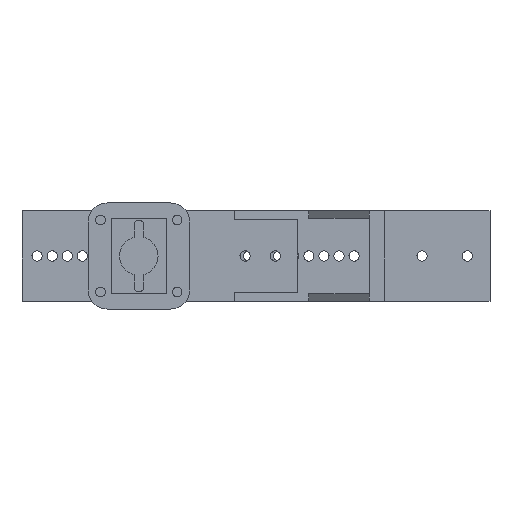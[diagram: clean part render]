
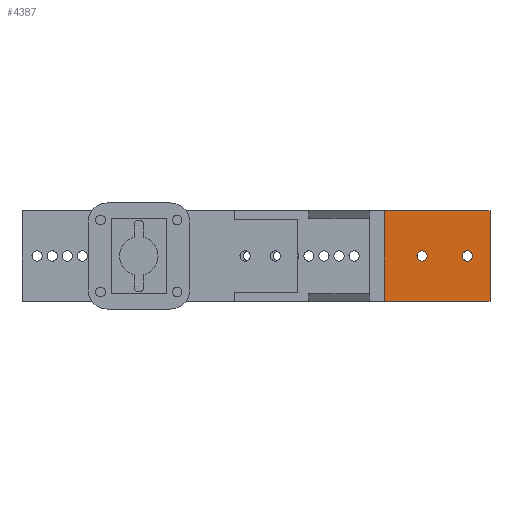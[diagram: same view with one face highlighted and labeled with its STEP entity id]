
A CAD part, left-side view. The second image highlights one B-rep face of the part: STEP entity #4387.
In plain terms, the highlighted planar face has unit normal (-1, 0, 0).
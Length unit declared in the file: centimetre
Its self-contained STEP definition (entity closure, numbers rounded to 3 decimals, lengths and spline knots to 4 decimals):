
#147 = DIRECTION ( 'NONE',  ( 0., 0., -1. ) ) ;
#325 = AXIS2_PLACEMENT_3D ( 'NONE', #5203, #4679, #4549 ) ;
#383 = ORIENTED_EDGE ( 'NONE', *, *, #649, .T. ) ;
#408 = DIRECTION ( 'NONE',  ( 0., 0., -1. ) ) ;
#649 = EDGE_CURVE ( 'NONE', #7315, #2123, #5435, .T. ) ;
#787 = EDGE_CURVE ( 'NONE', #7202, #3934, #7098, .T. ) ;
#862 = PLANE ( 'NONE',  #325 ) ;
#1008 = ORIENTED_EDGE ( 'NONE', *, *, #3901, .F. ) ;
#1047 = AXIS2_PLACEMENT_3D ( 'NONE', #3603, #4230, #408 ) ;
#1063 = VERTEX_POINT ( 'NONE', #2089 ) ;
#1080 = LINE ( 'NONE', #1790, #2339 ) ;
#1267 = EDGE_LOOP ( 'NONE', ( #4233, #6551 ) ) ;
#1461 = EDGE_CURVE ( 'NONE', #2280, #3457, #8146, .T. ) ;
#1470 = EDGE_LOOP ( 'NONE', ( #383, #5476, #1600, #1008 ) ) ;
#1514 = CARTESIAN_POINT ( 'NONE',  ( 0., -2.25, -1.67 ) ) ;
#1527 = FACE_BOUND ( 'NONE', #1267, .T. ) ;
#1600 = ORIENTED_EDGE ( 'NONE', *, *, #4927, .F. ) ;
#1611 = AXIS2_PLACEMENT_3D ( 'NONE', #5871, #2672, #147 ) ;
#1790 = CARTESIAN_POINT ( 'NONE',  ( 0., -3., -3. ) ) ;
#1882 = CARTESIAN_POINT ( 'NONE',  ( 0., -2.25, -1.33 ) ) ;
#2089 = CARTESIAN_POINT ( 'NONE',  ( 0., 0.5, 0. ) ) ;
#2123 = VERTEX_POINT ( 'NONE', #6141 ) ;
#2184 = CARTESIAN_POINT ( 'NONE',  ( 0., 0.5, 0. ) ) ;
#2238 = CARTESIAN_POINT ( 'NONE',  ( 0., 0.5, 0. ) ) ;
#2280 = VERTEX_POINT ( 'NONE', #1882 ) ;
#2339 = VECTOR ( 'NONE', #6175, 100. ) ;
#2441 = DIRECTION ( 'NONE',  ( 1., 0., 0. ) ) ;
#2672 = DIRECTION ( 'NONE',  ( 1., 0., 0. ) ) ;
#3099 = CARTESIAN_POINT ( 'NONE',  ( 0., -0.75, -1.5 ) ) ;
#3457 = VERTEX_POINT ( 'NONE', #1514 ) ;
#3465 = FACE_BOUND ( 'NONE', #4753, .T. ) ;
#3477 = CARTESIAN_POINT ( 'NONE',  ( 0., 0.5, -3. ) ) ;
#3603 = CARTESIAN_POINT ( 'NONE',  ( 0., -0.75, -1.5 ) ) ;
#3901 = EDGE_CURVE ( 'NONE', #7315, #1063, #6053, .T. ) ;
#3934 = VERTEX_POINT ( 'NONE', #7467 ) ;
#4031 = EDGE_CURVE ( 'NONE', #7398, #2123, #1080, .T. ) ;
#4046 = VECTOR ( 'NONE', #4662, 100. ) ;
#4131 = DIRECTION ( 'NONE',  ( 0., -1., 0. ) ) ;
#4191 = AXIS2_PLACEMENT_3D ( 'NONE', #3099, #2441, #5640 ) ;
#4230 = DIRECTION ( 'NONE',  ( 1., 0., 0. ) ) ;
#4233 = ORIENTED_EDGE ( 'NONE', *, *, #5035, .T. ) ;
#4387 = ADVANCED_FACE ( 'NONE', ( #3465, #1527, #4588 ), #862, .F. ) ;
#4549 = DIRECTION ( 'NONE',  ( 0., 0., -1. ) ) ;
#4588 = FACE_OUTER_BOUND ( 'NONE', #1470, .T. ) ;
#4662 = DIRECTION ( 'NONE',  ( 0., -1., 0. ) ) ;
#4679 = DIRECTION ( 'NONE',  ( 1., 0., 0. ) ) ;
#4753 = EDGE_LOOP ( 'NONE', ( #5378, #5449 ) ) ;
#4859 = CARTESIAN_POINT ( 'NONE',  ( 0., -2.25, -1.5 ) ) ;
#4927 = EDGE_CURVE ( 'NONE', #1063, #7398, #7915, .T. ) ;
#5035 = EDGE_CURVE ( 'NONE', #3457, #2280, #6116, .T. ) ;
#5175 = VECTOR ( 'NONE', #4131, 100. ) ;
#5203 = CARTESIAN_POINT ( 'NONE',  ( 0., 0.5, 0. ) ) ;
#5378 = ORIENTED_EDGE ( 'NONE', *, *, #5385, .T. ) ;
#5385 = EDGE_CURVE ( 'NONE', #3934, #7202, #6383, .T. ) ;
#5435 = LINE ( 'NONE', #7990, #4046 ) ;
#5449 = ORIENTED_EDGE ( 'NONE', *, *, #787, .T. ) ;
#5476 = ORIENTED_EDGE ( 'NONE', *, *, #4031, .F. ) ;
#5640 = DIRECTION ( 'NONE',  ( 0., 0., -1. ) ) ;
#5871 = CARTESIAN_POINT ( 'NONE',  ( 0., -2.25, -1.5 ) ) ;
#6048 = CARTESIAN_POINT ( 'NONE',  ( 0., -0.75, -1.33 ) ) ;
#6053 = LINE ( 'NONE', #2184, #7793 ) ;
#6116 = CIRCLE ( 'NONE', #7178, 0.17 ) ;
#6141 = CARTESIAN_POINT ( 'NONE',  ( 0., -3., -3. ) ) ;
#6175 = DIRECTION ( 'NONE',  ( 0., 0., -1. ) ) ;
#6383 = CIRCLE ( 'NONE', #1047, 0.17 ) ;
#6551 = ORIENTED_EDGE ( 'NONE', *, *, #1461, .T. ) ;
#6959 = CARTESIAN_POINT ( 'NONE',  ( 0., -3., 0. ) ) ;
#7098 = CIRCLE ( 'NONE', #4191, 0.17 ) ;
#7178 = AXIS2_PLACEMENT_3D ( 'NONE', #4859, #7395, #7611 ) ;
#7202 = VERTEX_POINT ( 'NONE', #6048 ) ;
#7315 = VERTEX_POINT ( 'NONE', #3477 ) ;
#7395 = DIRECTION ( 'NONE',  ( 1., 0., 0. ) ) ;
#7398 = VERTEX_POINT ( 'NONE', #6959 ) ;
#7467 = CARTESIAN_POINT ( 'NONE',  ( 0., -0.75, -1.67 ) ) ;
#7611 = DIRECTION ( 'NONE',  ( 0., 0., -1. ) ) ;
#7793 = VECTOR ( 'NONE', #7944, 100. ) ;
#7915 = LINE ( 'NONE', #2238, #5175 ) ;
#7944 = DIRECTION ( 'NONE',  ( 0., 0., 1. ) ) ;
#7990 = CARTESIAN_POINT ( 'NONE',  ( 0., 0.5, -3. ) ) ;
#8146 = CIRCLE ( 'NONE', #1611, 0.17 ) ;
